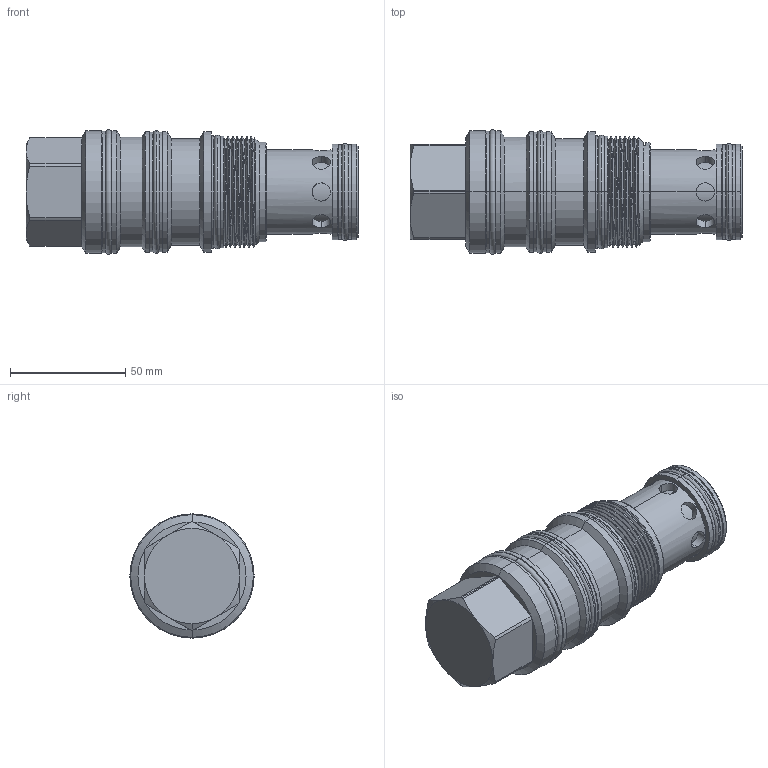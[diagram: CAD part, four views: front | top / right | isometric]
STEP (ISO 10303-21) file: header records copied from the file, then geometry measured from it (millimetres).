
FILE_DESCRIPTION (( 'STEP AP203' ), '1' );
FILE_NAME ('LB24A4S-N.STEP', '2016-05-31T02:05:38', ( '' ), ( '' ), 'SwSTEP 2.0', 'SolidWorks 2012', '' );
FILE_SCHEMA (( 'CONFIG_CONTROL_DESIGN' ));
Length unit declared in the file: millimetre
Products named in the file (1): LB24A4S-N
Bounding box: 143.85 x 53.84 x 53.84 mm (x, y, z)
Volume: 225656.2 mm3; surface area: 39363.9 mm2
Topology: 5 solids, 5 shells, 208 faces, 456 edges, 282 vertices
Faces by surface type: cylinder 115, plane 41, cone 33, torus 14, bspline 3, sphere 2
Entity records: 8643 total; most frequent: CARTESIAN_POINT 4040, DIRECTION 981, ORIENTED_EDGE 912, EDGE_CURVE 456, AXIS2_PLACEMENT_3D 418, VERTEX_POINT 282, EDGE_LOOP 240, CIRCLE 212
